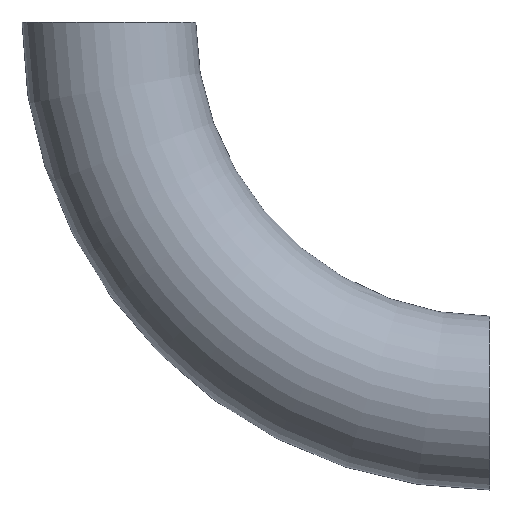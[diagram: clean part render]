
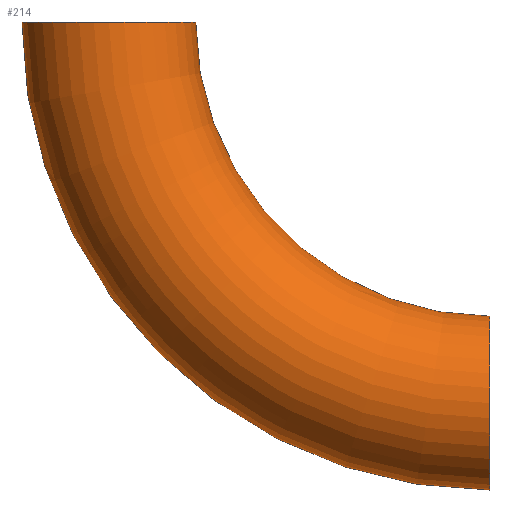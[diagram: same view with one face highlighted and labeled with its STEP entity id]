
A CAD part, front view. The second image highlights one B-rep face of the part: STEP entity #214.
In plain terms, the highlighted toroidal (fillet/blend) face has major radius 93 mm and minor radius 21.2 mm.
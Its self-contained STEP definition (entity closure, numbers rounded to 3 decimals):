
#18 = EDGE_CURVE ( 'NONE', #105, #176, #252, .T. ) ;
#21 = CARTESIAN_POINT ( 'NONE',  ( -114.2, 0., 0. ) ) ;
#22 = TOROIDAL_SURFACE ( 'NONE', #36, 93., 21.2 ) ;
#24 = ORIENTED_EDGE ( 'NONE', *, *, #18, .T. ) ;
#36 = AXIS2_PLACEMENT_3D ( 'NONE', #92, #175, #248 ) ;
#43 = DIRECTION ( 'NONE',  ( 0., 1., 0. ) ) ;
#44 = EDGE_LOOP ( 'NONE', ( #185, #24, #81, #88 ) ) ;
#60 = EDGE_CURVE ( 'NONE', #176, #144, #112, .T. ) ;
#61 = CARTESIAN_POINT ( 'NONE',  ( -93., 0., 0. ) ) ;
#70 = CARTESIAN_POINT ( 'NONE',  ( 0., 0., 0. ) ) ;
#77 = DIRECTION ( 'NONE',  ( 0., 0., 1. ) ) ;
#80 = VERTEX_POINT ( 'NONE', #21 ) ;
#81 = ORIENTED_EDGE ( 'NONE', *, *, #60, .T. ) ;
#83 = CARTESIAN_POINT ( 'NONE',  ( 0., 0., -93. ) ) ;
#88 = ORIENTED_EDGE ( 'NONE', *, *, #162, .F. ) ;
#92 = CARTESIAN_POINT ( 'NONE',  ( 0., 0., 0. ) ) ;
#105 = VERTEX_POINT ( 'NONE', #237 ) ;
#112 = CIRCLE ( 'NONE', #251, 71.8 ) ;
#114 = CARTESIAN_POINT ( 'NONE',  ( -71.8, 0., 0. ) ) ;
#125 = CIRCLE ( 'NONE', #143, 114.2 ) ;
#127 = DIRECTION ( 'NONE',  ( -1., 0., 0. ) ) ;
#138 = AXIS2_PLACEMENT_3D ( 'NONE', #61, #170, #227 ) ;
#141 = EDGE_CURVE ( 'NONE', #105, #80, #125, .T. ) ;
#143 = AXIS2_PLACEMENT_3D ( 'NONE', #159, #232, #77 ) ;
#144 = VERTEX_POINT ( 'NONE', #114 ) ;
#148 = DIRECTION ( 'NONE',  ( 0., 0., 1. ) ) ;
#159 = CARTESIAN_POINT ( 'NONE',  ( 0., 0., 0. ) ) ;
#162 = EDGE_CURVE ( 'NONE', #80, #144, #181, .T. ) ;
#164 = DIRECTION ( 'NONE',  ( 0., 0., 1. ) ) ;
#170 = DIRECTION ( 'NONE',  ( 0., 0., 1. ) ) ;
#175 = DIRECTION ( 'NONE',  ( 0., 1., 0. ) ) ;
#176 = VERTEX_POINT ( 'NONE', #192 ) ;
#177 = AXIS2_PLACEMENT_3D ( 'NONE', #83, #127, #164 ) ;
#181 = CIRCLE ( 'NONE', #138, 21.2 ) ;
#185 = ORIENTED_EDGE ( 'NONE', *, *, #141, .F. ) ;
#192 = CARTESIAN_POINT ( 'NONE',  ( 0., 0., -71.8 ) ) ;
#193 = FACE_OUTER_BOUND ( 'NONE', #44, .T. ) ;
#214 = ADVANCED_FACE ( 'NONE', ( #193 ), #22, .T. ) ;
#227 = DIRECTION ( 'NONE',  ( 1., 0., 0. ) ) ;
#232 = DIRECTION ( 'NONE',  ( 0., 1., 0. ) ) ;
#237 = CARTESIAN_POINT ( 'NONE',  ( 0., 0., -114.2 ) ) ;
#248 = DIRECTION ( 'NONE',  ( 0., 0., 1. ) ) ;
#251 = AXIS2_PLACEMENT_3D ( 'NONE', #70, #43, #148 ) ;
#252 = CIRCLE ( 'NONE', #177, 21.2 ) ;
